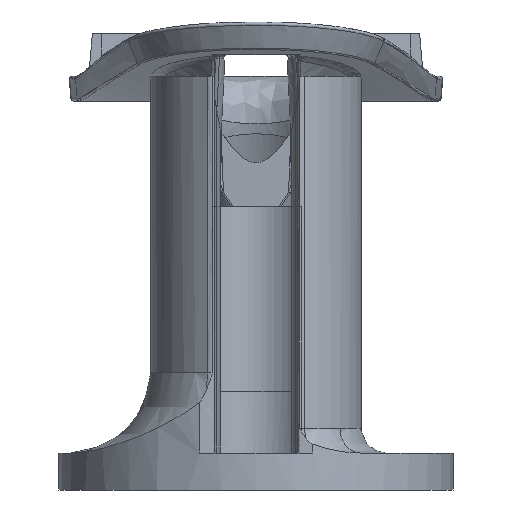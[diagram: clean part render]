
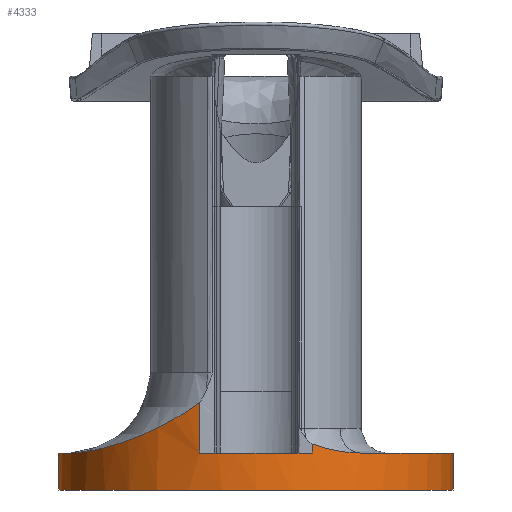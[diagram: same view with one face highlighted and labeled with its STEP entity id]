
A CAD part, front view. The second image highlights one B-rep face of the part: STEP entity #4333.
In plain terms, the highlighted cylindrical face has radius 16 mm (diameter 32 mm), a full revolution.
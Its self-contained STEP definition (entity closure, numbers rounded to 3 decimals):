
#65=CYLINDRICAL_SURFACE('',#4662,16.);
#164=CIRCLE('',#4635,16.);
#166=CIRCLE('',#4642,16.);
#167=CIRCLE('',#4648,16.);
#168=CIRCLE('',#4649,16.);
#175=CIRCLE('',#4657,16.);
#178=CIRCLE('',#4663,16.);
#597=FACE_OUTER_BOUND('',#854,.T.);
#854=EDGE_LOOP('',(#3806,#3807,#3808,#3809,#3810,#3811,#3812,#3813,#3814,
#3815,#3816,#3817,#3818,#3819,#3820,#3821,#3822,#3823));
#1056=LINE('',#22820,#1258);
#1057=LINE('',#22825,#1259);
#1058=LINE('',#22826,#1260);
#1258=VECTOR('',#5344,16.);
#1259=VECTOR('',#5345,10.);
#1260=VECTOR('',#5346,10.);
#1509=B_SPLINE_CURVE_WITH_KNOTS('',3,(#18916,#18917,#18918,#18919),
 .UNSPECIFIED.,.F.,.F.,(4,4),(0.,0.022),.UNSPECIFIED.);
#1519=B_SPLINE_CURVE_WITH_KNOTS('',3,(#19529,#19530,#19531,#19532,#19533,
#19534,#19535,#19536),.UNSPECIFIED.,.F.,.F.,(4,2,2,4),(0.208,
0.223,0.434,0.651),.UNSPECIFIED.);
#1555=B_SPLINE_CURVE_WITH_KNOTS('',3,(#20671,#20672,#20673,#20674),
 .UNSPECIFIED.,.F.,.F.,(4,4),(0.,0.063),.UNSPECIFIED.);
#1560=B_SPLINE_CURVE_WITH_KNOTS('',3,(#22208,#22209,#22210,#22211,#22212,
#22213,#22214,#22215,#22216,#22217,#22218,#22219),.UNSPECIFIED.,.F.,.F.,
(4,2,2,2,2,4),(0.064,0.646,0.688,1.016,
1.518,1.938),.UNSPECIFIED.);
#1561=B_SPLINE_CURVE_WITH_KNOTS('',3,(#22257,#22258,#22259,#22260),
 .UNSPECIFIED.,.F.,.F.,(4,4),(1.249,1.322),
 .UNSPECIFIED.);
#1563=B_SPLINE_CURVE_WITH_KNOTS('',3,(#22588,#22589,#22590,#22591,#22592,
#22593,#22594,#22595,#22596,#22597),.UNSPECIFIED.,.F.,.F.,(4,2,2,2,4),(2.346,
2.557,3.064,3.293,3.479),
 .UNSPECIFIED.);
#1571=B_SPLINE_CURVE_WITH_KNOTS('',3,(#22821,#22822,#22823,#22824),
 .UNSPECIFIED.,.F.,.F.,(4,4),(1.54,1.95),.UNSPECIFIED.);
#1572=B_SPLINE_CURVE_WITH_KNOTS('',3,(#22827,#22828,#22829,#22830),
 .UNSPECIFIED.,.F.,.F.,(4,4),(0.4,0.473),
 .UNSPECIFIED.);
#1895=VERTEX_POINT('',#18836);
#1898=VERTEX_POINT('',#18878);
#1906=VERTEX_POINT('',#19429);
#1907=VERTEX_POINT('',#19528);
#1923=VERTEX_POINT('',#20052);
#1935=VERTEX_POINT('',#20120);
#1936=VERTEX_POINT('',#20122);
#1949=VERTEX_POINT('',#20189);
#1950=VERTEX_POINT('',#20194);
#1953=VERTEX_POINT('',#20344);
#1959=VERTEX_POINT('',#20623);
#1960=VERTEX_POINT('',#20670);
#1963=VERTEX_POINT('',#21980);
#1966=VERTEX_POINT('',#22256);
#1968=VERTEX_POINT('',#22587);
#1977=VERTEX_POINT('',#22818);
#2500=EDGE_CURVE('',#1898,#1895,#1509,.T.);
#2513=EDGE_CURVE('',#1906,#1907,#1519,.F.);
#2538=EDGE_CURVE('',#1898,#1906,#164,.T.);
#2552=EDGE_CURVE('',#1936,#1935,#166,.T.);
#2566=EDGE_CURVE('',#1950,#1949,#167,.T.);
#2567=EDGE_CURVE('',#1923,#1950,#168,.T.);
#2579=EDGE_CURVE('',#1953,#1960,#1555,.T.);
#2586=EDGE_CURVE('',#1960,#1963,#1560,.T.);
#2587=EDGE_CURVE('',#1959,#1966,#1561,.F.);
#2590=EDGE_CURVE('',#1966,#1968,#1563,.F.);
#2602=EDGE_CURVE('',#1953,#1959,#175,.T.);
#2607=EDGE_CURVE('',#1977,#1977,#178,.T.);
#2608=EDGE_CURVE('',#1977,#1950,#1056,.T.);
#2609=EDGE_CURVE('',#1963,#1949,#1571,.T.);
#2610=EDGE_CURVE('',#1968,#1936,#1057,.F.);
#2611=EDGE_CURVE('',#1895,#1935,#1058,.T.);
#2612=EDGE_CURVE('',#1907,#1923,#1572,.F.);
#3806=ORIENTED_EDGE('',*,*,#2607,.F.);
#3807=ORIENTED_EDGE('',*,*,#2608,.T.);
#3808=ORIENTED_EDGE('',*,*,#2566,.T.);
#3809=ORIENTED_EDGE('',*,*,#2609,.F.);
#3810=ORIENTED_EDGE('',*,*,#2586,.F.);
#3811=ORIENTED_EDGE('',*,*,#2579,.F.);
#3812=ORIENTED_EDGE('',*,*,#2602,.T.);
#3813=ORIENTED_EDGE('',*,*,#2587,.T.);
#3814=ORIENTED_EDGE('',*,*,#2590,.T.);
#3815=ORIENTED_EDGE('',*,*,#2610,.T.);
#3816=ORIENTED_EDGE('',*,*,#2552,.T.);
#3817=ORIENTED_EDGE('',*,*,#2611,.F.);
#3818=ORIENTED_EDGE('',*,*,#2500,.F.);
#3819=ORIENTED_EDGE('',*,*,#2538,.T.);
#3820=ORIENTED_EDGE('',*,*,#2513,.T.);
#3821=ORIENTED_EDGE('',*,*,#2612,.T.);
#3822=ORIENTED_EDGE('',*,*,#2567,.T.);
#3823=ORIENTED_EDGE('',*,*,#2608,.F.);
#4333=ADVANCED_FACE('',(#597),#65,.T.);
#4635=AXIS2_PLACEMENT_3D('',#20048,#5278,#5279);
#4642=AXIS2_PLACEMENT_3D('',#20123,#5293,#5294);
#4648=AXIS2_PLACEMENT_3D('',#20195,#5306,#5307);
#4649=AXIS2_PLACEMENT_3D('',#20196,#5308,#5309);
#4657=AXIS2_PLACEMENT_3D('',#22808,#5328,#5329);
#4662=AXIS2_PLACEMENT_3D('',#22817,#5340,#5341);
#4663=AXIS2_PLACEMENT_3D('',#22819,#5342,#5343);
#5278=DIRECTION('center_axis',(0.,0.,-1.));
#5279=DIRECTION('ref_axis',(0.,1.,0.));
#5293=DIRECTION('center_axis',(0.,0.,-1.));
#5294=DIRECTION('ref_axis',(0.,1.,0.));
#5306=DIRECTION('center_axis',(0.,0.,-1.));
#5307=DIRECTION('ref_axis',(0.,1.,0.));
#5308=DIRECTION('center_axis',(0.,0.,-1.));
#5309=DIRECTION('ref_axis',(0.,1.,0.));
#5328=DIRECTION('center_axis',(0.,0.,-1.));
#5329=DIRECTION('ref_axis',(0.,1.,0.));
#5340=DIRECTION('center_axis',(0.,0.,-1.));
#5341=DIRECTION('ref_axis',(0.,1.,0.));
#5342=DIRECTION('center_axis',(0.,0.,-1.));
#5343=DIRECTION('ref_axis',(0.,1.,0.));
#5344=DIRECTION('',(0.,0.,1.));
#5345=DIRECTION('',(0.,0.,1.));
#5346=DIRECTION('',(0.,0.,-1.));
#18836=CARTESIAN_POINT('',(3.926,15.511,-60.306));
#18878=CARTESIAN_POINT('',(4.136,15.456,-60.306));
#18916=CARTESIAN_POINT('Ctrl Pts',(4.136,15.456,-60.306));
#18917=CARTESIAN_POINT('Ctrl Pts',(4.066,15.475,-60.306));
#18918=CARTESIAN_POINT('Ctrl Pts',(3.996,15.493,-60.306));
#18919=CARTESIAN_POINT('Ctrl Pts',(3.926,15.511,-60.306));
#19429=CARTESIAN_POINT('',(8.471,-13.574,-60.306));
#19528=CARTESIAN_POINT('',(4.574,-15.332,-59.579));
#19529=CARTESIAN_POINT('Ctrl Pts',(4.574,-15.332,-59.579));
#19530=CARTESIAN_POINT('Ctrl Pts',(4.622,-15.318,-59.597));
#19531=CARTESIAN_POINT('Ctrl Pts',(4.668,-15.304,-59.614));
#19532=CARTESIAN_POINT('Ctrl Pts',(5.337,-15.098,-59.848));
#19533=CARTESIAN_POINT('Ctrl Pts',(5.974,-14.858,-60.014));
#19534=CARTESIAN_POINT('Ctrl Pts',(7.235,-14.288,-60.244));
#19535=CARTESIAN_POINT('Ctrl Pts',(7.867,-13.951,-60.306));
#19536=CARTESIAN_POINT('Ctrl Pts',(8.471,-13.574,-60.306));
#20048=CARTESIAN_POINT('Origin',(0.,0.,-60.306));
#20052=CARTESIAN_POINT('',(4.574,-15.332,-60.306));
#20120=CARTESIAN_POINT('',(3.926,15.511,-60.306));
#20122=CARTESIAN_POINT('',(-3.926,15.511,-60.306));
#20123=CARTESIAN_POINT('Origin',(0.,0.,-60.306));
#20189=CARTESIAN_POINT('',(-4.576,-15.332,-60.306));
#20194=CARTESIAN_POINT('',(0.,-16.,-60.306));
#20195=CARTESIAN_POINT('Origin',(0.,0.,-60.306));
#20196=CARTESIAN_POINT('Origin',(0.,0.,-60.306));
#20344=CARTESIAN_POINT('',(-15.02,-5.513,-60.306));
#20623=CARTESIAN_POINT('',(-14.465,6.838,-60.306));
#20670=CARTESIAN_POINT('',(-14.793,-6.097,-60.301));
#20671=CARTESIAN_POINT('Ctrl Pts',(-15.02,-5.513,
-60.306));
#20672=CARTESIAN_POINT('Ctrl Pts',(-14.948,-5.711,-60.306));
#20673=CARTESIAN_POINT('Ctrl Pts',(-14.872,-5.905,
-60.305));
#20674=CARTESIAN_POINT('Ctrl Pts',(-14.793,-6.097,
-60.301));
#21980=CARTESIAN_POINT('',(-4.576,-15.332,-56.204));
#22208=CARTESIAN_POINT('Ctrl Pts',(-14.793,-6.097,
-60.301));
#22209=CARTESIAN_POINT('Ctrl Pts',(-14.072,-7.845,
-60.272));
#22210=CARTESIAN_POINT('Ctrl Pts',(-13.126,-9.274,
-60.105));
#22211=CARTESIAN_POINT('Ctrl Pts',(-12.063,-10.512,
-59.819));
#22212=CARTESIAN_POINT('Ctrl Pts',(-11.99,-10.595,
-59.799));
#22213=CARTESIAN_POINT('Ctrl Pts',(-11.344,-11.315,
-59.617));
#22214=CARTESIAN_POINT('Ctrl Pts',(-10.73,-11.898,-59.417));
#22215=CARTESIAN_POINT('Ctrl Pts',(-9.089,-13.23,
-58.796));
#22216=CARTESIAN_POINT('Ctrl Pts',(-8.028,-13.892,
-58.323));
#22217=CARTESIAN_POINT('Ctrl Pts',(-6.056,-14.843,-57.239));
#22218=CARTESIAN_POINT('Ctrl Pts',(-5.244,-15.132,
-56.713));
#22219=CARTESIAN_POINT('Ctrl Pts',(-4.576,-15.332,
-56.204));
#22256=CARTESIAN_POINT('',(-14.053,7.649,-60.298));
#22257=CARTESIAN_POINT('Ctrl Pts',(-14.053,7.649,-60.298));
#22258=CARTESIAN_POINT('Ctrl Pts',(-14.197,7.385,-60.304));
#22259=CARTESIAN_POINT('Ctrl Pts',(-14.334,7.115,-60.306));
#22260=CARTESIAN_POINT('Ctrl Pts',(-14.465,6.838,-60.306));
#22587=CARTESIAN_POINT('',(-3.926,15.511,-58.459));
#22588=CARTESIAN_POINT('Ctrl Pts',(-3.926,15.511,-58.459));
#22589=CARTESIAN_POINT('Ctrl Pts',(-4.577,15.346,-58.577));
#22590=CARTESIAN_POINT('Ctrl Pts',(-5.243,15.134,-58.715));
#22591=CARTESIAN_POINT('Ctrl Pts',(-7.546,14.217,-59.218));
#22592=CARTESIAN_POINT('Ctrl Pts',(-9.25,13.229,-59.619));
#22593=CARTESIAN_POINT('Ctrl Pts',(-11.535,11.13,-60.027));
#22594=CARTESIAN_POINT('Ctrl Pts',(-12.188,10.412,-60.126));
#22595=CARTESIAN_POINT('Ctrl Pts',(-13.248,9.006,-60.249));
#22596=CARTESIAN_POINT('Ctrl Pts',(-13.674,8.345,-60.284));
#22597=CARTESIAN_POINT('Ctrl Pts',(-14.053,7.649,-60.298));
#22808=CARTESIAN_POINT('Origin',(0.,0.,-60.306));
#22817=CARTESIAN_POINT('Origin',(0.,0.,-60.306));
#22818=CARTESIAN_POINT('',(0.,-16.,-63.306));
#22819=CARTESIAN_POINT('Origin',(0.,0.,-63.306));
#22820=CARTESIAN_POINT('',(0.,-16.,-60.306));
#22821=CARTESIAN_POINT('Ctrl Pts',(-4.576,-15.332,
-56.204));
#22822=CARTESIAN_POINT('Ctrl Pts',(-4.576,-15.332,
-57.571));
#22823=CARTESIAN_POINT('Ctrl Pts',(-4.576,-15.332,
-58.939));
#22824=CARTESIAN_POINT('Ctrl Pts',(-4.576,-15.332,
-60.306));
#22825=CARTESIAN_POINT('',(-3.926,15.511,-60.306));
#22826=CARTESIAN_POINT('',(3.926,15.511,-60.306));
#22827=CARTESIAN_POINT('Ctrl Pts',(4.574,-15.332,-60.306));
#22828=CARTESIAN_POINT('Ctrl Pts',(4.574,-15.332,-60.064));
#22829=CARTESIAN_POINT('Ctrl Pts',(4.574,-15.332,-59.822));
#22830=CARTESIAN_POINT('Ctrl Pts',(4.574,-15.332,-59.579));
